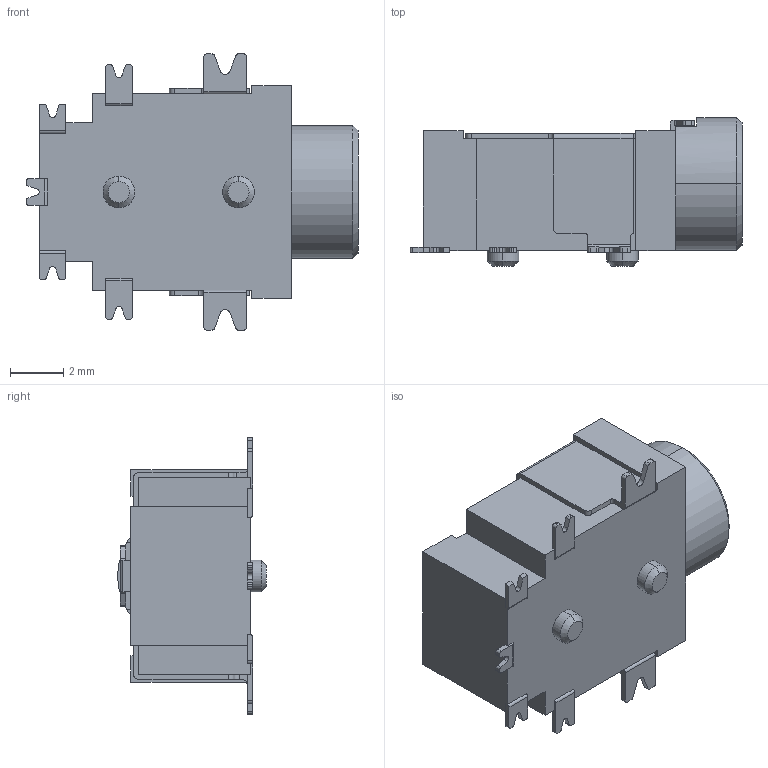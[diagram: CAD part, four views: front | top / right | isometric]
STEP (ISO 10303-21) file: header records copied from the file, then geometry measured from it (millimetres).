
FILE_DESCRIPTION (( 'STEP AP214' ), '1' );
FILE_NAME ('CUI_SJ1-42536-SMT-TR.step', '2018-03-02T20:40:40', ( '' ), ( '' ), 'SwSTEP 2.0', 'SolidWorks 2018', '' );
FILE_SCHEMA (( 'AUTOMOTIVE_DESIGN' ));
Length unit declared in the file: millimetre
Products named in the file (1): CUI_SJ1-42536-SMT-TR
Bounding box: 12.5 x 5.6 x 10.4 mm (x, y, z)
Volume: 332.8 mm3; surface area: 389.2 mm2
Topology: 1 solids, 1 shells, 217 faces, 618 edges, 407 vertices
Faces by surface type: plane 125, cylinder 84, cone 8
Entity records: 7725 total; most frequent: CARTESIAN_POINT 1243, DIRECTION 1237, ORIENTED_EDGE 1236, EDGE_CURVE 618, LINE 435, VECTOR 435, VERTEX_POINT 407, AXIS2_PLACEMENT_3D 401
